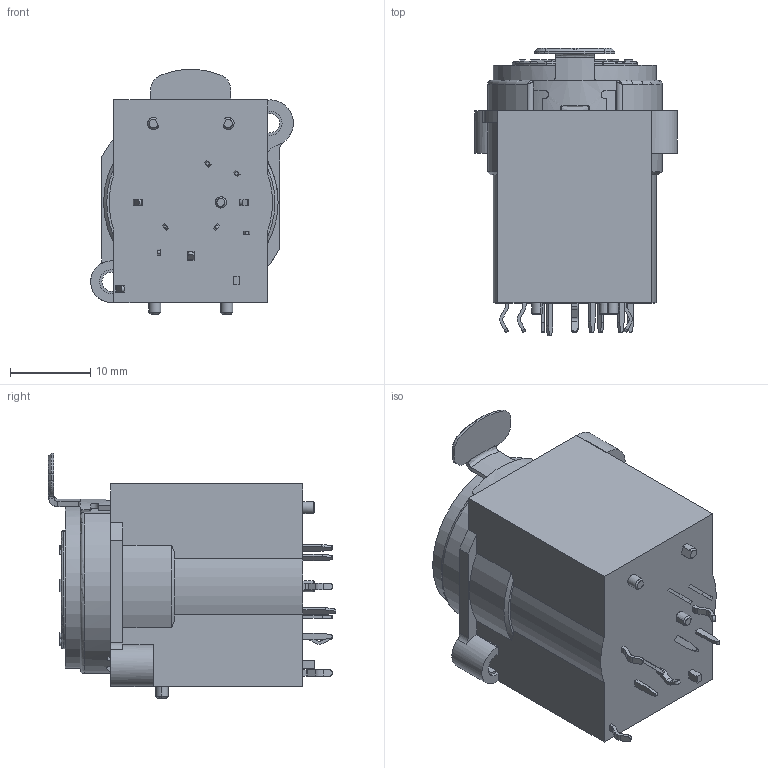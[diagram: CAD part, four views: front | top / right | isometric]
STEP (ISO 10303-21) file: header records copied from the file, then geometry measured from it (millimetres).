
FILE_DESCRIPTION((''),'2;1');
FILE_NAME('NCJ6FE-V_ASM','2024-08-07T17:40:52',('jun.zhang'),(''),'CREO PARAMETRIC BY PTC INC, 2023424','CREO PARAMETRIC BY PTC INC, 2023424','');
FILE_SCHEMA(('AUTOMOTIVE_DESIGN { 1 0 10303 214 1 1 1 1 }'));
Length unit declared in the file: millimetre
Products named in the file (1): NCJ6FE-V_ASM
Bounding box: 25.3 x 35.89 x 30.61 mm (x, y, z)
Volume: 11.4 mm3; surface area: 4116.3 mm2
Topology: 10 solids, 12 shells, 824 faces, 2310 edges, 1537 vertices
Faces by surface type: plane 556, cylinder 156, cone 48, extrusion 36, bspline 12, torus 8, sphere 8
Entity records: 34499 total; most frequent: CARTESIAN_POINT 6087, ORIENTED_EDGE 4588, DIRECTION 4293, EDGE_CURVE 2300, PRESENTATION_STYLE_ASSIGNMENT 2116, STYLED_ITEM 2116, CURVE_STYLE 2020, VECTOR 1577
